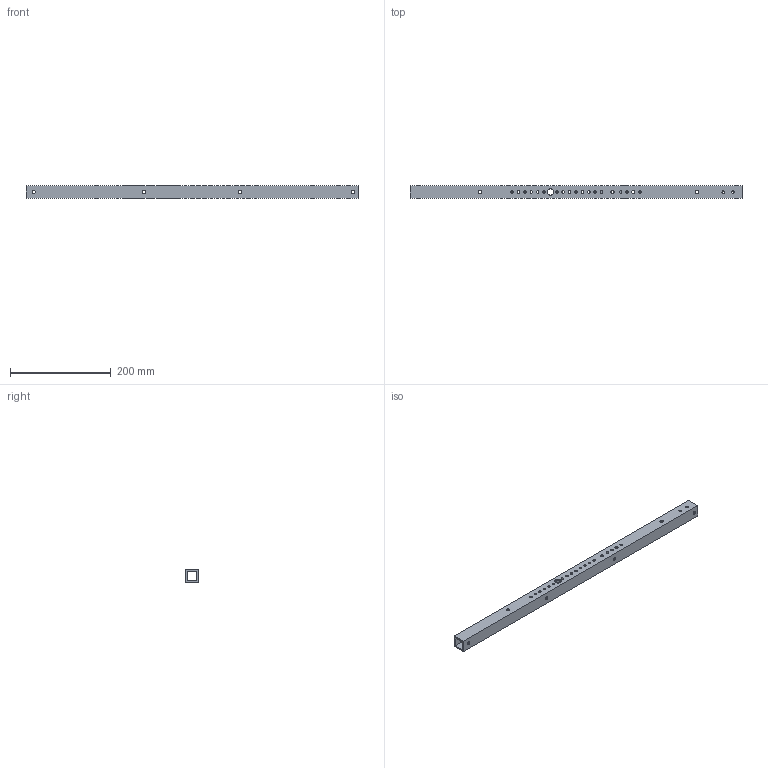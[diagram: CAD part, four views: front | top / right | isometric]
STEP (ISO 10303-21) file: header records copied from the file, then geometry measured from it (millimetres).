
FILE_DESCRIPTION (( 'STEP AP203' ), '1' );
FILE_NAME ('4400-23-P-0302 (2 Piezas) ML.STEP', '2023-02-28T06:47:46', ( '' ), ( '' ), 'SwSTEP 2.0', 'SolidWorks 2022', '' );
FILE_SCHEMA (( 'CONFIG_CONTROL_DESIGN' ));
Length unit declared in the file: inch
Products named in the file (1): 4400-23-P-0302 (2 Piezas) ML
Bounding box: 660.4 x 25.4 x 25.4 mm (x, y, z)
Volume: 181858.8 mm3; surface area: 118055.1 mm2
Topology: 1 solids, 1 shells, 112 faces, 330 edges, 220 vertices
Faces by surface type: cylinder 102, plane 10
Entity records: 4145 total; most frequent: DIRECTION 760, CARTESIAN_POINT 663, ORIENTED_EDGE 660, EDGE_CURVE 330, AXIS2_PLACEMENT_3D 317, VERTEX_POINT 220, EDGE_LOOP 216, CIRCLE 204
